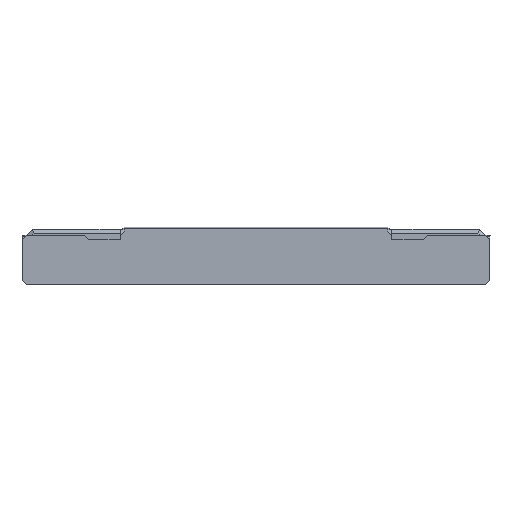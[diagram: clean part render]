
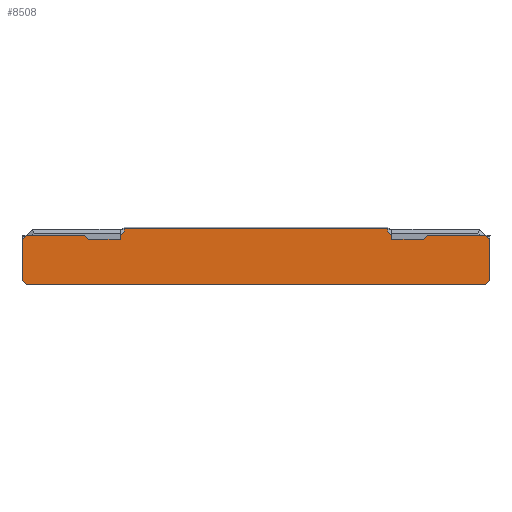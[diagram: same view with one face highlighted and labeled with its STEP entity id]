
A CAD part, top view. The second image highlights one B-rep face of the part: STEP entity #8508.
In plain terms, the highlighted planar face has unit normal (0, 0, 1).
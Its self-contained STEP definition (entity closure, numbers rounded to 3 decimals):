
#548=FACE_OUTER_BOUND('',#1038,.T.);
#1038=EDGE_LOOP('',(#6320,#6321,#6322,#6323,#6324,#6325,#6326,#6327,#6328,
#6329,#6330,#6331,#6332,#6333,#6334,#6335,#6336,#6337,#6338,#6339));
#1697=LINE('',#12719,#2735);
#1716=LINE('',#12761,#2754);
#1777=LINE('',#12909,#2815);
#1779=LINE('',#12913,#2817);
#1780=LINE('',#12916,#2818);
#1781=LINE('',#12918,#2819);
#1782=LINE('',#12920,#2820);
#1783=LINE('',#12922,#2821);
#1784=LINE('',#12924,#2822);
#1785=LINE('',#12926,#2823);
#1786=LINE('',#12928,#2824);
#1787=LINE('',#12930,#2825);
#1788=LINE('',#12932,#2826);
#1789=LINE('',#12934,#2827);
#1790=LINE('',#12936,#2828);
#1791=LINE('',#12938,#2829);
#1792=LINE('',#12940,#2830);
#1793=LINE('',#12942,#2831);
#1794=LINE('',#12944,#2832);
#1795=LINE('',#12945,#2833);
#2735=VECTOR('',#10247,4.);
#2754=VECTOR('',#10274,10.);
#2815=VECTOR('',#10381,0.566);
#2817=VECTOR('',#10385,0.566);
#2818=VECTOR('',#10388,4.);
#2819=VECTOR('',#10389,0.566);
#2820=VECTOR('',#10390,5.664);
#2821=VECTOR('',#10391,0.566);
#2822=VECTOR('',#10392,3.063);
#2823=VECTOR('',#10393,0.4);
#2824=VECTOR('',#10394,0.566);
#2825=VECTOR('',#10395,0.2);
#2826=VECTOR('',#10396,25.546);
#2827=VECTOR('',#10397,0.2);
#2828=VECTOR('',#10398,0.566);
#2829=VECTOR('',#10399,0.4);
#2830=VECTOR('',#10400,3.063);
#2831=VECTOR('',#10401,0.566);
#2832=VECTOR('',#10402,5.664);
#2833=VECTOR('',#10403,0.566);
#3664=VERTEX_POINT('',#12716);
#3665=VERTEX_POINT('',#12718);
#3683=VERTEX_POINT('',#12758);
#3684=VERTEX_POINT('',#12760);
#3749=VERTEX_POINT('',#12911);
#3750=VERTEX_POINT('',#12915);
#3751=VERTEX_POINT('',#12917);
#3752=VERTEX_POINT('',#12919);
#3753=VERTEX_POINT('',#12921);
#3754=VERTEX_POINT('',#12923);
#3755=VERTEX_POINT('',#12925);
#3756=VERTEX_POINT('',#12927);
#3757=VERTEX_POINT('',#12929);
#3758=VERTEX_POINT('',#12931);
#3759=VERTEX_POINT('',#12933);
#3760=VERTEX_POINT('',#12935);
#3761=VERTEX_POINT('',#12937);
#3762=VERTEX_POINT('',#12939);
#3763=VERTEX_POINT('',#12941);
#3764=VERTEX_POINT('',#12943);
#4598=EDGE_CURVE('',#3664,#3665,#1697,.T.);
#4619=EDGE_CURVE('',#3684,#3683,#1716,.F.);
#4694=EDGE_CURVE('',#3664,#3684,#1777,.T.);
#4696=EDGE_CURVE('',#3749,#3683,#1779,.T.);
#4697=EDGE_CURVE('',#3749,#3750,#1780,.T.);
#4698=EDGE_CURVE('',#3751,#3750,#1781,.T.);
#4699=EDGE_CURVE('',#3752,#3751,#1782,.T.);
#4700=EDGE_CURVE('',#3753,#3752,#1783,.T.);
#4701=EDGE_CURVE('',#3754,#3753,#1784,.T.);
#4702=EDGE_CURVE('',#3755,#3754,#1785,.T.);
#4703=EDGE_CURVE('',#3756,#3755,#1786,.T.);
#4704=EDGE_CURVE('',#3756,#3757,#1787,.T.);
#4705=EDGE_CURVE('',#3758,#3757,#1788,.T.);
#4706=EDGE_CURVE('',#3759,#3758,#1789,.T.);
#4707=EDGE_CURVE('',#3759,#3760,#1790,.T.);
#4708=EDGE_CURVE('',#3760,#3761,#1791,.T.);
#4709=EDGE_CURVE('',#3761,#3762,#1792,.T.);
#4710=EDGE_CURVE('',#3762,#3763,#1793,.T.);
#4711=EDGE_CURVE('',#3763,#3764,#1794,.T.);
#4712=EDGE_CURVE('',#3764,#3665,#1795,.T.);
#6320=ORIENTED_EDGE('',*,*,#4619,.T.);
#6321=ORIENTED_EDGE('',*,*,#4696,.F.);
#6322=ORIENTED_EDGE('',*,*,#4697,.T.);
#6323=ORIENTED_EDGE('',*,*,#4698,.F.);
#6324=ORIENTED_EDGE('',*,*,#4699,.F.);
#6325=ORIENTED_EDGE('',*,*,#4700,.F.);
#6326=ORIENTED_EDGE('',*,*,#4701,.F.);
#6327=ORIENTED_EDGE('',*,*,#4702,.F.);
#6328=ORIENTED_EDGE('',*,*,#4703,.F.);
#6329=ORIENTED_EDGE('',*,*,#4704,.T.);
#6330=ORIENTED_EDGE('',*,*,#4705,.F.);
#6331=ORIENTED_EDGE('',*,*,#4706,.F.);
#6332=ORIENTED_EDGE('',*,*,#4707,.T.);
#6333=ORIENTED_EDGE('',*,*,#4708,.T.);
#6334=ORIENTED_EDGE('',*,*,#4709,.T.);
#6335=ORIENTED_EDGE('',*,*,#4710,.T.);
#6336=ORIENTED_EDGE('',*,*,#4711,.T.);
#6337=ORIENTED_EDGE('',*,*,#4712,.T.);
#6338=ORIENTED_EDGE('',*,*,#4598,.F.);
#6339=ORIENTED_EDGE('',*,*,#4694,.T.);
#8110=PLANE('',#9052);
#8508=ADVANCED_FACE('',(#548),#8110,.T.);
#9052=AXIS2_PLACEMENT_3D('',#12914,#10386,#10387);
#10247=DIRECTION('',(0.,1.,0.));
#10274=DIRECTION('',(-1.,0.,0.));
#10381=DIRECTION('',(0.707,-0.707,0.));
#10385=DIRECTION('',(-0.707,-0.707,0.));
#10386=DIRECTION('center_axis',(0.,0.,1.));
#10387=DIRECTION('ref_axis',(1.,0.,0.));
#10388=DIRECTION('',(0.,1.,0.));
#10389=DIRECTION('',(0.707,-0.707,0.));
#10390=DIRECTION('',(1.,0.,0.));
#10391=DIRECTION('',(0.707,0.707,0.));
#10392=DIRECTION('',(1.,0.,0.));
#10393=DIRECTION('',(0.,-1.,0.));
#10394=DIRECTION('',(0.707,-0.707,0.));
#10395=DIRECTION('',(0.,1.,0.));
#10396=DIRECTION('',(1.,0.,0.));
#10397=DIRECTION('',(0.,1.,0.));
#10398=DIRECTION('',(-0.707,-0.707,0.));
#10399=DIRECTION('',(0.,-1.,0.));
#10400=DIRECTION('',(-1.,0.,0.));
#10401=DIRECTION('',(-0.707,0.707,0.));
#10402=DIRECTION('',(-1.,0.,0.));
#10403=DIRECTION('',(-0.707,-0.707,0.));
#12716=CARTESIAN_POINT('',(-22.499,4.506,15.9));
#12718=CARTESIAN_POINT('',(-22.499,8.506,15.9));
#12719=CARTESIAN_POINT('',(-22.499,4.506,15.9));
#12758=CARTESIAN_POINT('',(22.501,4.106,15.9));
#12760=CARTESIAN_POINT('',(-22.099,4.106,15.9));
#12761=CARTESIAN_POINT('',(-15.404,4.106,15.9));
#12909=CARTESIAN_POINT('',(-22.499,4.506,15.9));
#12911=CARTESIAN_POINT('',(22.901,4.506,15.9));
#12913=CARTESIAN_POINT('',(22.901,4.506,15.9));
#12914=CARTESIAN_POINT('Origin',(-29.337,8.506,15.9));
#12915=CARTESIAN_POINT('',(22.901,8.506,15.9));
#12916=CARTESIAN_POINT('',(22.901,4.506,15.9));
#12917=CARTESIAN_POINT('',(22.501,8.906,15.9));
#12918=CARTESIAN_POINT('',(22.501,8.906,15.9));
#12919=CARTESIAN_POINT('',(16.837,8.906,15.9));
#12920=CARTESIAN_POINT('',(16.837,8.906,15.9));
#12921=CARTESIAN_POINT('',(16.437,8.506,15.9));
#12922=CARTESIAN_POINT('',(16.437,8.506,15.9));
#12923=CARTESIAN_POINT('',(13.374,8.506,15.9));
#12924=CARTESIAN_POINT('',(13.374,8.506,15.9));
#12925=CARTESIAN_POINT('',(13.374,8.906,15.9));
#12926=CARTESIAN_POINT('',(13.374,8.906,15.9));
#12927=CARTESIAN_POINT('',(12.974,9.306,15.9));
#12928=CARTESIAN_POINT('',(12.974,9.306,15.9));
#12929=CARTESIAN_POINT('',(12.974,9.506,15.9));
#12930=CARTESIAN_POINT('',(12.974,9.306,15.9));
#12931=CARTESIAN_POINT('',(-12.572,9.506,15.9));
#12932=CARTESIAN_POINT('',(-12.572,9.506,15.9));
#12933=CARTESIAN_POINT('',(-12.572,9.306,15.9));
#12934=CARTESIAN_POINT('',(-12.572,9.306,15.9));
#12935=CARTESIAN_POINT('',(-12.972,8.906,15.9));
#12936=CARTESIAN_POINT('',(-12.572,9.306,15.9));
#12937=CARTESIAN_POINT('',(-12.972,8.506,15.9));
#12938=CARTESIAN_POINT('',(-12.972,8.906,15.9));
#12939=CARTESIAN_POINT('',(-16.036,8.506,15.9));
#12940=CARTESIAN_POINT('',(-12.972,8.506,15.9));
#12941=CARTESIAN_POINT('',(-16.436,8.906,15.9));
#12942=CARTESIAN_POINT('',(-16.036,8.506,15.9));
#12943=CARTESIAN_POINT('',(-22.099,8.906,15.9));
#12944=CARTESIAN_POINT('',(-16.436,8.906,15.9));
#12945=CARTESIAN_POINT('',(-22.099,8.906,15.9));
